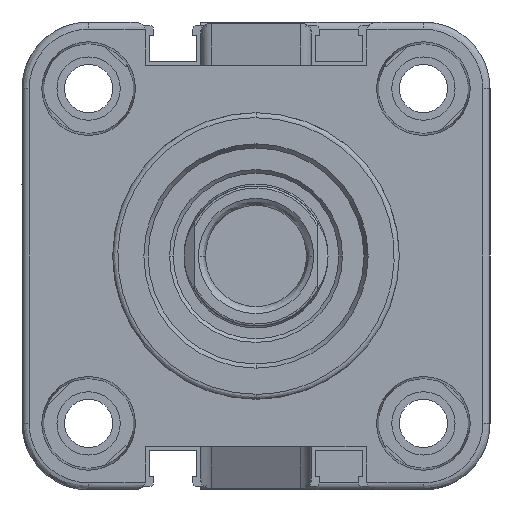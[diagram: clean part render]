
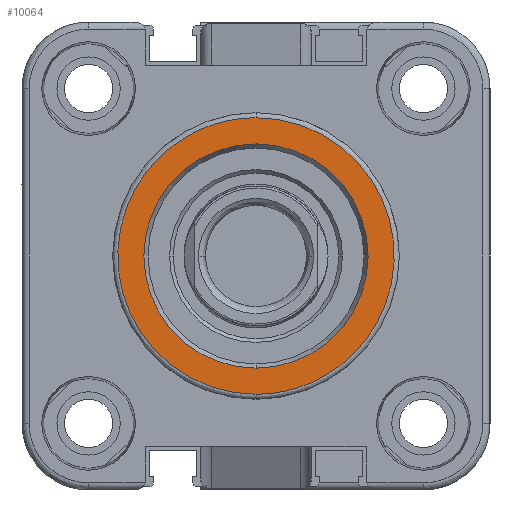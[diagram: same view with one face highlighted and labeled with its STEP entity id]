
A CAD part, front view. The second image highlights one B-rep face of the part: STEP entity #10064.
In plain terms, the highlighted face is planar.
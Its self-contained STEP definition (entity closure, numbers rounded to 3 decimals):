
#147 = CIRCLE ( 'NONE', #6342, 15.577 ) ;
#787 = VERTEX_POINT ( 'NONE', #8242 ) ;
#1137 = CARTESIAN_POINT ( 'NONE',  ( 274.95, 214.438, 307.666 ) ) ;
#1267 = EDGE_CURVE ( 'NONE', #6922, #1836, #13672, .T. ) ;
#1666 = DIRECTION ( 'NONE',  ( 1., 0., 0. ) ) ;
#1836 = VERTEX_POINT ( 'NONE', #5266 ) ;
#1904 = AXIS2_PLACEMENT_3D ( 'NONE', #4851, #4804, #11245 ) ;
#2013 = ORIENTED_EDGE ( 'NONE', *, *, #1267, .F. ) ;
#2322 = CARTESIAN_POINT ( 'NONE',  ( 274.95, 176.038, 307.666 ) ) ;
#2373 = CARTESIAN_POINT ( 'NONE',  ( 274.95, 214.438, 307.666 ) ) ;
#3072 = ORIENTED_EDGE ( 'NONE', *, *, #11113, .F. ) ;
#3152 = CARTESIAN_POINT ( 'NONE',  ( 274.95, 214.438, 269.266 ) ) ;
#3848 = VERTEX_POINT ( 'NONE', #4472 ) ;
#4114 = FACE_OUTER_BOUND ( 'NONE', #13068, .T. ) ;
#4250 = CARTESIAN_POINT ( 'NONE',  ( 274.95, 214.438, 307.666 ) ) ;
#4299 = CARTESIAN_POINT ( 'NONE',  ( 274.95, 252.838, 269.266 ) ) ;
#4472 = CARTESIAN_POINT ( 'NONE',  ( 274.95, 214.438, 272.889 ) ) ;
#4798 = ORIENTED_EDGE ( 'NONE', *, *, #12587, .F. ) ;
#4804 = DIRECTION ( 'NONE',  ( -1., 0., 0. ) ) ;
#4851 = CARTESIAN_POINT ( 'NONE',  ( 274.95, 234.338, 288.466 ) ) ;
#4899 = ORIENTED_EDGE ( 'NONE', *, *, #11451, .F. ) ;
#4987 = DIRECTION ( 'NONE',  ( 0., 0., -1. ) ) ;
#5266 = CARTESIAN_POINT ( 'NONE',  ( 274.95, 214.438, 269.266 ) ) ;
#6342 = AXIS2_PLACEMENT_3D ( 'NONE', #10429, #1666, #4987 ) ;
#6922 = VERTEX_POINT ( 'NONE', #1137 ) ;
#8036 = DIRECTION ( 'NONE',  ( 0., 0., -1. ) ) ;
#8242 = CARTESIAN_POINT ( 'NONE',  ( 274.95, 214.438, 304.043 ) ) ;
#8521 = CARTESIAN_POINT ( 'NONE',  ( 274.95, 252.838, 307.666 ) ) ;
#8798 =( BOUNDED_CURVE ( )  B_SPLINE_CURVE ( 3, ( #13312, #13211, #2322, #2373 ),
 .UNSPECIFIED., .F., .F. ) 
 B_SPLINE_CURVE_WITH_KNOTS ( ( 4, 4 ),
 ( 0., 1. ),
 .UNSPECIFIED. ) 
 CURVE ( )  GEOMETRIC_REPRESENTATION_ITEM ( )  RATIONAL_B_SPLINE_CURVE ( ( 1., 0.333, 0.333, 1. ) ) 
 REPRESENTATION_ITEM ( '' )  );
#9199 = CARTESIAN_POINT ( 'NONE',  ( 274.95, 214.438, 288.466 ) ) ;
#10064 = ADVANCED_FACE ( 'NONE', ( #13669, #4114 ), #10239, .F. ) ;
#10239 = PLANE ( 'NONE',  #1904 ) ;
#10429 = CARTESIAN_POINT ( 'NONE',  ( 274.95, 214.438, 288.466 ) ) ;
#10507 = CIRCLE ( 'NONE', #11082, 15.577 ) ;
#11082 = AXIS2_PLACEMENT_3D ( 'NONE', #9199, #11335, #8036 ) ;
#11113 = EDGE_CURVE ( 'NONE', #787, #3848, #147, .T. ) ;
#11245 = DIRECTION ( 'NONE',  ( 0., 0., 1. ) ) ;
#11335 = DIRECTION ( 'NONE',  ( 1., 0., 0. ) ) ;
#11451 = EDGE_CURVE ( 'NONE', #1836, #6922, #8798, .T. ) ;
#12587 = EDGE_CURVE ( 'NONE', #3848, #787, #10507, .T. ) ;
#12875 = EDGE_LOOP ( 'NONE', ( #4798, #3072 ) ) ;
#13068 = EDGE_LOOP ( 'NONE', ( #2013, #4899 ) ) ;
#13211 = CARTESIAN_POINT ( 'NONE',  ( 274.95, 176.038, 269.266 ) ) ;
#13312 = CARTESIAN_POINT ( 'NONE',  ( 274.95, 214.438, 269.266 ) ) ;
#13669 = FACE_BOUND ( 'NONE', #12875, .T. ) ;
#13672 =( BOUNDED_CURVE ( )  B_SPLINE_CURVE ( 3, ( #4250, #8521, #4299, #3152 ),
 .UNSPECIFIED., .F., .F. ) 
 B_SPLINE_CURVE_WITH_KNOTS ( ( 4, 4 ),
 ( 0., 1. ),
 .UNSPECIFIED. ) 
 CURVE ( )  GEOMETRIC_REPRESENTATION_ITEM ( )  RATIONAL_B_SPLINE_CURVE ( ( 1., 0.333, 0.333, 1. ) ) 
 REPRESENTATION_ITEM ( '' )  );
